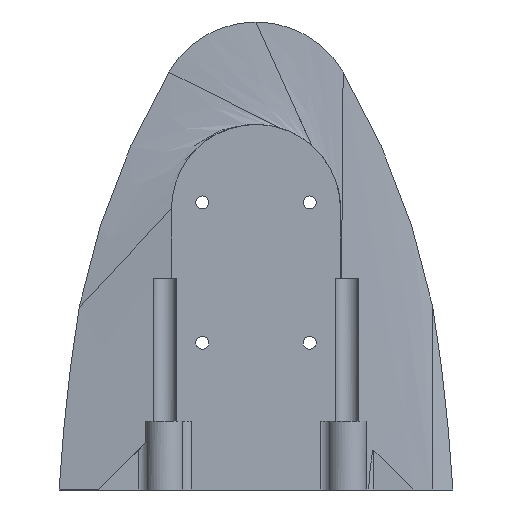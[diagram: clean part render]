
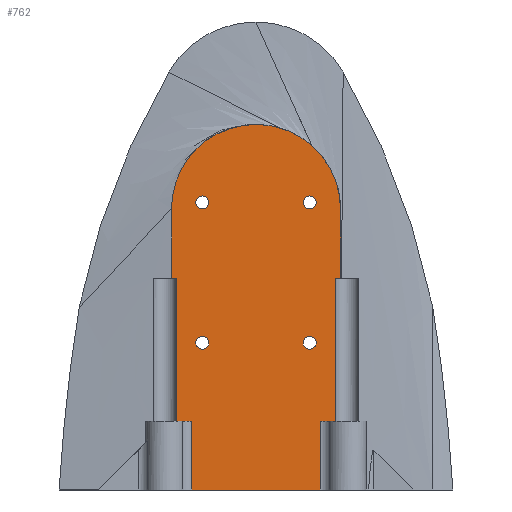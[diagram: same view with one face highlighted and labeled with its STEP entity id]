
A CAD part, front view. The second image highlights one B-rep face of the part: STEP entity #762.
In plain terms, the highlighted planar face has unit normal (0, -1, 0).
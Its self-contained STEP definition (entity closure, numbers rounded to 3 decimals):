
#56=FACE_BOUND('',#122,.T.);
#57=FACE_BOUND('',#123,.T.);
#58=FACE_BOUND('',#124,.T.);
#59=FACE_BOUND('',#125,.T.);
#70=FACE_OUTER_BOUND('',#121,.T.);
#121=EDGE_LOOP('',(#569,#570,#571,#572,#573,#574,#575,#576,#577,#578,#579,
#580,#581));
#122=EDGE_LOOP('',(#582));
#123=EDGE_LOOP('',(#583));
#124=EDGE_LOOP('',(#584));
#125=EDGE_LOOP('',(#585));
#184=CIRCLE('',#849,32.5);
#185=CIRCLE('',#850,32.5);
#186=CIRCLE('',#851,2.5);
#187=CIRCLE('',#852,2.5);
#188=CIRCLE('',#853,2.5);
#189=CIRCLE('',#854,2.5);
#234=LINE('',#1170,#281);
#241=LINE('',#1300,#288);
#243=LINE('',#1304,#290);
#244=LINE('',#1306,#291);
#245=LINE('',#1308,#292);
#246=LINE('',#1310,#293);
#247=LINE('',#1312,#294);
#248=LINE('',#1317,#295);
#249=LINE('',#1319,#296);
#250=LINE('',#1321,#297);
#251=LINE('',#1322,#298);
#281=VECTOR('',#922,10.);
#288=VECTOR('',#975,10.);
#290=VECTOR('',#979,10.);
#291=VECTOR('',#980,10.);
#292=VECTOR('',#981,10.);
#293=VECTOR('',#982,10.);
#294=VECTOR('',#983,10.);
#295=VECTOR('',#988,10.);
#296=VECTOR('',#989,10.);
#297=VECTOR('',#990,10.);
#298=VECTOR('',#991,10.);
#335=VERTEX_POINT('',#1167);
#336=VERTEX_POINT('',#1169);
#359=VERTEX_POINT('',#1294);
#360=VERTEX_POINT('',#1299);
#361=VERTEX_POINT('',#1303);
#362=VERTEX_POINT('',#1305);
#363=VERTEX_POINT('',#1307);
#364=VERTEX_POINT('',#1309);
#365=VERTEX_POINT('',#1311);
#366=VERTEX_POINT('',#1313);
#367=VERTEX_POINT('',#1316);
#368=VERTEX_POINT('',#1318);
#369=VERTEX_POINT('',#1320);
#370=VERTEX_POINT('',#1323);
#371=VERTEX_POINT('',#1325);
#372=VERTEX_POINT('',#1327);
#373=VERTEX_POINT('',#1329);
#409=EDGE_CURVE('',#336,#335,#234,.T.);
#440=EDGE_CURVE('',#360,#359,#241,.T.);
#442=EDGE_CURVE('',#361,#335,#243,.T.);
#443=EDGE_CURVE('',#361,#362,#244,.T.);
#444=EDGE_CURVE('',#362,#363,#245,.T.);
#445=EDGE_CURVE('',#363,#364,#246,.T.);
#446=EDGE_CURVE('',#364,#365,#247,.T.);
#447=EDGE_CURVE('',#365,#366,#184,.T.);
#448=EDGE_CURVE('',#366,#360,#185,.T.);
#449=EDGE_CURVE('',#359,#367,#248,.T.);
#450=EDGE_CURVE('',#367,#368,#249,.T.);
#451=EDGE_CURVE('',#368,#369,#250,.T.);
#452=EDGE_CURVE('',#336,#369,#251,.T.);
#453=EDGE_CURVE('',#370,#370,#186,.T.);
#454=EDGE_CURVE('',#371,#371,#187,.T.);
#455=EDGE_CURVE('',#372,#372,#188,.T.);
#456=EDGE_CURVE('',#373,#373,#189,.T.);
#569=ORIENTED_EDGE('',*,*,#409,.T.);
#570=ORIENTED_EDGE('',*,*,#442,.F.);
#571=ORIENTED_EDGE('',*,*,#443,.T.);
#572=ORIENTED_EDGE('',*,*,#444,.T.);
#573=ORIENTED_EDGE('',*,*,#445,.T.);
#574=ORIENTED_EDGE('',*,*,#446,.T.);
#575=ORIENTED_EDGE('',*,*,#447,.T.);
#576=ORIENTED_EDGE('',*,*,#448,.T.);
#577=ORIENTED_EDGE('',*,*,#440,.T.);
#578=ORIENTED_EDGE('',*,*,#449,.T.);
#579=ORIENTED_EDGE('',*,*,#450,.T.);
#580=ORIENTED_EDGE('',*,*,#451,.T.);
#581=ORIENTED_EDGE('',*,*,#452,.F.);
#582=ORIENTED_EDGE('',*,*,#453,.T.);
#583=ORIENTED_EDGE('',*,*,#454,.T.);
#584=ORIENTED_EDGE('',*,*,#455,.T.);
#585=ORIENTED_EDGE('',*,*,#456,.T.);
#745=PLANE('',#848);
#762=ADVANCED_FACE('',(#70,#56,#57,#58,#59),#745,.F.);
#848=AXIS2_PLACEMENT_3D('',#1302,#977,#978);
#849=AXIS2_PLACEMENT_3D('',#1314,#984,#985);
#850=AXIS2_PLACEMENT_3D('',#1315,#986,#987);
#851=AXIS2_PLACEMENT_3D('',#1324,#992,#993);
#852=AXIS2_PLACEMENT_3D('',#1326,#994,#995);
#853=AXIS2_PLACEMENT_3D('',#1328,#996,#997);
#854=AXIS2_PLACEMENT_3D('',#1330,#998,#999);
#922=DIRECTION('',(1.,0.,0.));
#975=DIRECTION('',(0.,0.,-1.));
#977=DIRECTION('center_axis',(0.,1.,0.));
#978=DIRECTION('ref_axis',(0.,0.,1.));
#979=DIRECTION('',(0.,0.,-1.));
#980=DIRECTION('',(1.,0.,0.));
#981=DIRECTION('',(0.,0.,1.));
#982=DIRECTION('',(1.,0.,0.));
#983=DIRECTION('',(0.,0.,1.));
#984=DIRECTION('center_axis',(0.,-1.,0.));
#985=DIRECTION('ref_axis',(1.,0.,0.));
#986=DIRECTION('center_axis',(0.,-1.,0.));
#987=DIRECTION('ref_axis',(1.,0.,0.));
#988=DIRECTION('',(1.,0.,0.));
#989=DIRECTION('',(0.,0.,-1.));
#990=DIRECTION('',(1.,0.,0.));
#991=DIRECTION('',(0.,0.,1.));
#992=DIRECTION('center_axis',(0.,1.,0.));
#993=DIRECTION('ref_axis',(1.,0.,0.));
#994=DIRECTION('center_axis',(0.,1.,0.));
#995=DIRECTION('ref_axis',(1.,0.,0.));
#996=DIRECTION('center_axis',(0.,1.,0.));
#997=DIRECTION('ref_axis',(1.,0.,0.));
#998=DIRECTION('center_axis',(0.,1.,0.));
#999=DIRECTION('ref_axis',(1.,0.,0.));
#1167=CARTESIAN_POINT('',(24.247,-4.,108.483));
#1169=CARTESIAN_POINT('',(-25.03,-4.,108.483));
#1170=CARTESIAN_POINT('',(-51.051,-4.,108.483));
#1294=CARTESIAN_POINT('',(-32.891,-4.,190.));
#1299=CARTESIAN_POINT('',(-32.891,-4.,216.575));
#1300=CARTESIAN_POINT('',(-32.891,-4.,216.575));
#1302=CARTESIAN_POINT('Origin',(-0.338,-4.,24.63));
#1303=CARTESIAN_POINT('',(24.247,-4.,135.));
#1304=CARTESIAN_POINT('',(24.247,-4.,135.));
#1305=CARTESIAN_POINT('',(30.219,-4.,135.));
#1306=CARTESIAN_POINT('',(17.135,-4.,135.));
#1307=CARTESIAN_POINT('',(30.219,-4.,190.));
#1308=CARTESIAN_POINT('',(30.219,-4.,162.5));
#1309=CARTESIAN_POINT('',(32.109,-4.,190.));
#1310=CARTESIAN_POINT('',(17.135,-4.,190.));
#1311=CARTESIAN_POINT('',(32.109,-4.,216.575));
#1312=CARTESIAN_POINT('',(32.109,-4.,136.575));
#1313=CARTESIAN_POINT('',(-15.391,-4.,245.407));
#1314=CARTESIAN_POINT('Origin',(-0.391,-4.,216.575));
#1315=CARTESIAN_POINT('Origin',(-0.391,-4.,216.575));
#1316=CARTESIAN_POINT('',(-31.001,-4.,190.));
#1317=CARTESIAN_POINT('',(-17.864,-4.,190.));
#1318=CARTESIAN_POINT('',(-31.001,-4.,135.));
#1319=CARTESIAN_POINT('',(-31.001,-4.,162.5));
#1320=CARTESIAN_POINT('',(-25.03,-4.,135.));
#1321=CARTESIAN_POINT('',(-17.864,-4.,135.));
#1322=CARTESIAN_POINT('',(-25.03,-4.,135.));
#1323=CARTESIAN_POINT('',(17.747,-4.,165.1));
#1324=CARTESIAN_POINT('Origin',(20.247,-4.,165.1));
#1325=CARTESIAN_POINT('',(-23.528,-4.,165.1));
#1326=CARTESIAN_POINT('Origin',(-21.028,-4.,165.1));
#1327=CARTESIAN_POINT('',(-23.528,-4.,219.075));
#1328=CARTESIAN_POINT('Origin',(-21.028,-4.,219.075));
#1329=CARTESIAN_POINT('',(17.747,-4.,219.075));
#1330=CARTESIAN_POINT('Origin',(20.247,-4.,219.075));
